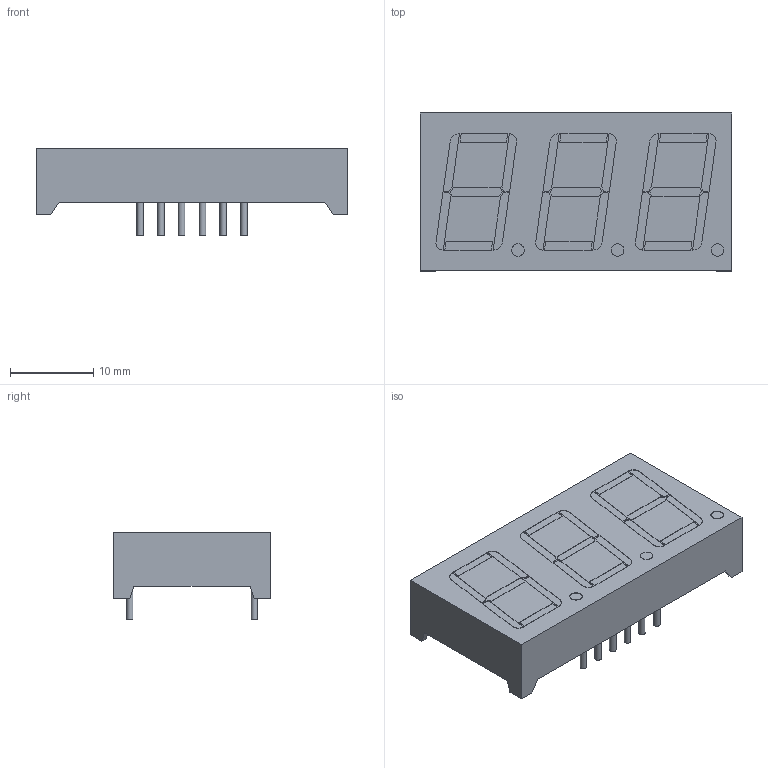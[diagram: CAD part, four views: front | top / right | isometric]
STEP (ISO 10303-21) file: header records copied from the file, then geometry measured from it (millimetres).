
FILE_DESCRIPTION(/* description */ (''),/* implementation_level */ '2;1');
FILE_NAME(/* name */ '3 digital 7segment.stp',/* time_stamp */ '2020-06-29T03:55:29+09:00',/* author */ ('3Zuta'),/* organization */ (''),/* preprocessor_version */ 'ST-DEVELOPER v18',/* originating_system */ 'Autodesk Inventor 2020',/* authorisation */ '');
FILE_SCHEMA (('AUTOMOTIVE_DESIGN { 1 0 10303 214 3 1 1 }'));
Length unit declared in the file: millimetre
Products named in the file (1): 3 digital 7segment
Bounding box: 37.5 x 19 x 10.5 mm (x, y, z)
Volume: 4663.2 mm3; surface area: 2347.4 mm2
Topology: 1 solids, 1 shells, 179 faces, 423 edges, 282 vertices
Faces by surface type: plane 152, cylinder 27
Full cylindrical faces by diameter (mm): 0.8 x12, 1.5 x3
Entity records: 5330 total; most frequent: CARTESIAN_POINT 885, ORIENTED_EDGE 846, DIRECTION 837, EDGE_CURVE 423, LINE 369, VECTOR 369, VERTEX_POINT 282, AXIS2_PLACEMENT_3D 234
